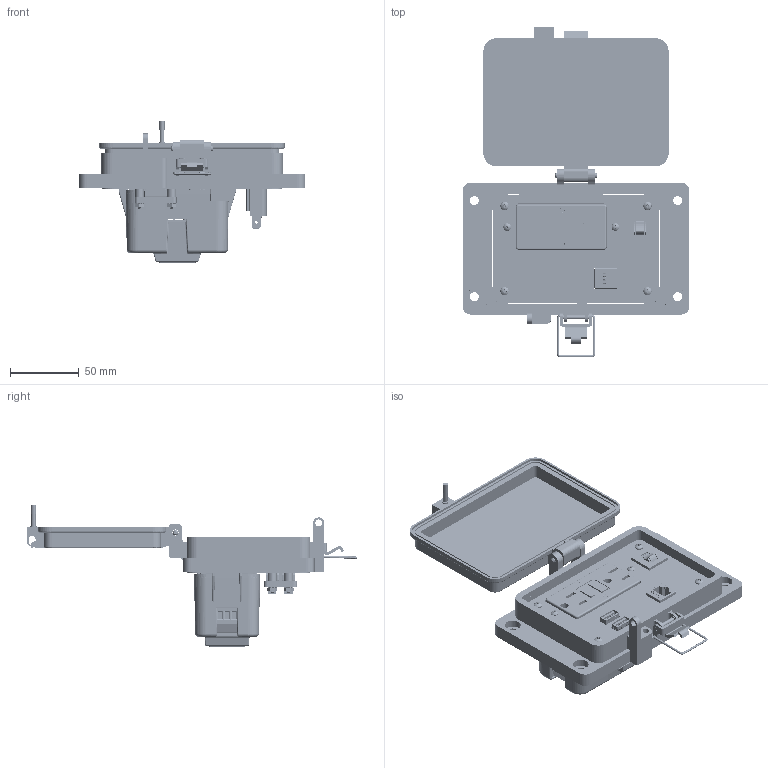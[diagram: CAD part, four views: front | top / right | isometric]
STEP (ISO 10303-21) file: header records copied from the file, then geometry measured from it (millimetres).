
FILE_DESCRIPTION (( 'STEP AP203' ), '1' );
FILE_NAME ('P-P22#2R33-M3RF3_3D.STEP', '2022-01-13T16:15:35', ( '' ), ( '' ), 'SwSTEP 2.0', 'SolidWorks 2021', '' );
FILE_SCHEMA (( 'CONFIG_CONTROL_DESIGN' ));
Length unit declared in the file: millimetre
Products named in the file (23): P-P22#2R33-M3RF3_BP180_1; -M3; Z-300-RJ45C5SH; P-P22#2R33-M3RF3_FP060_1; Z-000-44011_4FH_90273A117; P-P22#2R33-M3RF3_3D; P-P22#2R33-M3RF3_TP180_1; P-P22#2R33-M3RF3_TP060_1; RF_WOE; Z-002-4401_4HN_90675A005; Z-200-OTLT-GFIH-15A_sheared; Z-000-4243316TFP; P22; Z-120-RIOF-SHELL_WOE; 92005A124_METRIC PAN HEAD PHILLIPS MACHINE SCREW_92005A124; Z-200-OTLT-RIOF-15A_WOE; R33; Z-000-4-201_2PPHPLST_90380A110; Z-001-SPR_3_4; Z-H-M3_B; Z-300-USB-A-FF; CBX; Z-CB-SM
Assembly tree (37 placements, depth 4):
  P-P22#2R33-M3RF3_3D
    -M3
      Z-H-M3_B
    P-P22#2R33-M3RF3_FP060_1
    P-P22#2R33-M3RF3_BP180_1
    P-P22#2R33-M3RF3_TP060_1
    P-P22#2R33-M3RF3_TP180_1
    Z-000-4243316TFP  x2
    P22  x2
      Z-300-USB-A-FF
    Z-000-44011_4FH_90273A117  x4
    Z-001-SPR_3_4  x4
    Z-002-4401_4HN_90675A005  x4
    R33
      Z-300-RJ45C5SH
    RF_WOE
      Z-200-OTLT-RIOF-15A_WOE
        Z-120-RIOF-SHELL_WOE
        Z-200-OTLT-GFIH-15A_sheared
    Z-000-4-201_2PPHPLST_90380A110  x2
    CBX
      Z-CB-SM
    92005A124_METRIC PAN HEAD PHILLIPS MACHINE SCREW_92005A124  x4
Bounding box: 164.96 x 240.59 x 103.95 mm (x, y, z)
Volume: 368937.1 mm3; surface area: 225242.9 mm2
Topology: 55 solids, 61 shells, 7993 faces, 21418 edges, 13719 vertices
Faces by surface type: plane 3124, cylinder 2939, bspline 1433, cone 318, sphere 94, torus 85
Entity records: 253733 total; most frequent: CARTESIAN_POINT 117589, ORIENTED_EDGE 31162, DIRECTION 22504, EDGE_CURVE 15581, VERTEX_POINT 9903, LINE 9066, VECTOR 9066, AXIS2_PLACEMENT_3D 6719
